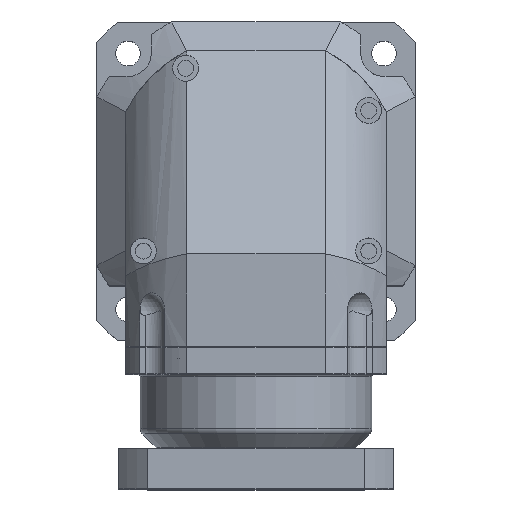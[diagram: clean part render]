
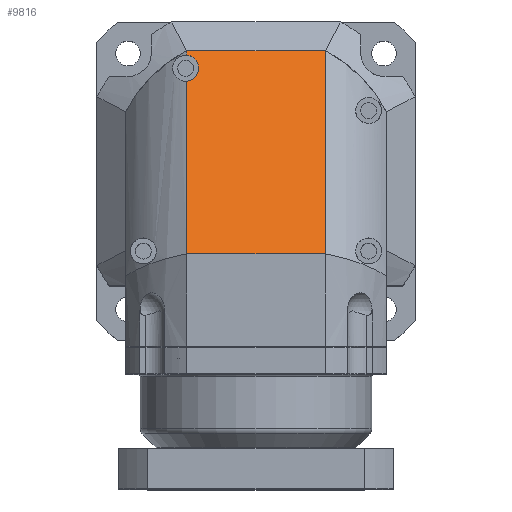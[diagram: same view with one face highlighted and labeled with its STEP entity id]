
A CAD part, top view. The second image highlights one B-rep face of the part: STEP entity #9816.
In plain terms, the highlighted face is planar.
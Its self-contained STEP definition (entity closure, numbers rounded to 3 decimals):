
#5546=CARTESIAN_POINT('',(28.,-90.,48.));
#5940=DIRECTION('',(0.,0.,-1.));
#5941=VECTOR('',#5940,96.);
#5942=CARTESIAN_POINT('',(28.,-90.,48.));
#5943=LINE('',#5942,#5941);
#5944=CARTESIAN_POINT('',(10.236,-68.83,48.));
#5945=CARTESIAN_POINT('',(10.256,-68.853,47.661));
#5946=CARTESIAN_POINT('',(10.295,-68.9,47.326));
#5947=CARTESIAN_POINT('',(10.373,-68.993,46.768));
#5948=CARTESIAN_POINT('',(10.472,-69.11,46.292));
#5949=CARTESIAN_POINT('',(10.589,-69.251,45.821));
#5950=CARTESIAN_POINT('',(10.746,-69.438,45.296));
#5951=CARTESIAN_POINT('',(10.942,-69.672,44.756));
#5952=CARTESIAN_POINT('',(11.178,-69.952,44.217));
#5953=CARTESIAN_POINT('',(11.413,-70.233,43.752));
#5954=CARTESIAN_POINT('',(11.727,-70.607,43.206));
#5955=CARTESIAN_POINT('',(12.12,-71.074,42.629));
#5956=CARTESIAN_POINT('',(12.59,-71.636,42.056));
#5957=CARTESIAN_POINT('',(13.061,-72.197,41.572));
#5958=CARTESIAN_POINT('',(13.532,-72.758,41.16));
#5959=CARTESIAN_POINT('',(14.16,-73.506,40.694));
#5960=CARTESIAN_POINT('',(14.945,-74.441,40.245));
#5961=CARTESIAN_POINT('',(15.887,-75.564,39.879));
#5962=CARTESIAN_POINT('',(16.828,-76.686,39.667));
#5963=CARTESIAN_POINT('',(17.77,-77.808,39.597));
#5964=CARTESIAN_POINT('',(18.712,-78.931,39.667));
#5965=CARTESIAN_POINT('',(19.654,-80.053,39.879));
#5966=CARTESIAN_POINT('',(20.595,-81.175,40.245));
#5967=CARTESIAN_POINT('',(21.38,-82.111,40.694));
#5968=CARTESIAN_POINT('',(22.008,-82.859,41.16));
#5969=CARTESIAN_POINT('',(22.479,-83.42,41.572));
#5970=CARTESIAN_POINT('',(22.95,-83.981,42.056));
#5971=CARTESIAN_POINT('',(23.421,-84.542,42.629));
#5972=CARTESIAN_POINT('',(23.813,-85.01,43.206));
#5973=CARTESIAN_POINT('',(24.127,-85.384,43.752));
#5974=CARTESIAN_POINT('',(24.362,-85.665,44.217));
#5975=CARTESIAN_POINT('',(24.598,-85.945,44.756));
#5976=CARTESIAN_POINT('',(24.794,-86.179,45.296));
#5977=CARTESIAN_POINT('',(24.951,-86.366,45.821));
#5978=CARTESIAN_POINT('',(25.069,-86.506,46.292));
#5979=CARTESIAN_POINT('',(25.167,-86.623,46.768));
#5980=CARTESIAN_POINT('',(25.245,-86.717,47.326));
#5981=CARTESIAN_POINT('',(25.284,-86.764,47.661));
#5982=CARTESIAN_POINT('',(25.304,-86.787,48.));
#5984=DIRECTION('',(0.643,-0.766,0.));
#5985=VECTOR('',#5984,4.194);
#5986=CARTESIAN_POINT('',(25.304,-86.787,48.));
#5987=LINE('',#5986,#5985);
#5988=DIRECTION('',(-0.643,0.766,0.));
#5989=VECTOR('',#5988,183.575);
#5990=CARTESIAN_POINT('',(28.,-90.,-48.));
#5991=LINE('',#5990,#5989);
#5992=DIRECTION('',(0.643,-0.766,0.));
#5993=VECTOR('',#5992,155.94);
#5994=CARTESIAN_POINT('',(-90.,50.627,48.));
#5995=LINE('',#5994,#5993);
#6066=CARTESIAN_POINT('',(-90.,50.627,48.));
#6739=DIRECTION('',(0.,0.,1.));
#6740=VECTOR('',#6739,96.);
#6741=CARTESIAN_POINT('',(-90.,50.627,-48.));
#6742=LINE('',#6741,#6740);
#8123=VERTEX_POINT('',#5944);
#8124=VERTEX_POINT('',#5982);
#8165=VERTEX_POINT('',#6066);
#8166=VERTEX_POINT('',#5546);
#8171=CARTESIAN_POINT('',(28.,-90.,-48.));
#8172=CARTESIAN_POINT('',(-90.,50.627,-48.));
#8173=VERTEX_POINT('',#8171);
#8174=VERTEX_POINT('',#8172);
#9798=CARTESIAN_POINT('',(28.,-90.,129.));
#9799=DIRECTION('',(0.766,0.643,0.));
#9800=DIRECTION('',(-0.643,0.766,0.));
#9801=AXIS2_PLACEMENT_3D('',#9798,#9799,#9800);
#9802=PLANE('',#9801);
#9804=ORIENTED_EDGE('',*,*,#9803,.T.);
#9806=ORIENTED_EDGE('',*,*,#9805,.T.);
#9807=ORIENTED_EDGE('',*,*,#9791,.T.);
#9809=ORIENTED_EDGE('',*,*,#9808,.T.);
#9811=ORIENTED_EDGE('',*,*,#9810,.T.);
#9813=ORIENTED_EDGE('',*,*,#9812,.T.);
#9814=EDGE_LOOP('',(#9804,#9806,#9807,#9809,#9811,#9813));
#9815=FACE_OUTER_BOUND('',#9814,.F.);
#9816=ADVANCED_FACE('',(#9815),#9802,.F.);
#5983=B_SPLINE_CURVE_WITH_KNOTS('',3,(#5944,#5945,#5946,#5947,#5948,#5949,#5950,
#5951,#5952,#5953,#5954,#5955,#5956,#5957,#5958,#5959,#5960,#5961,#5962,#5963,
#5964,#5965,#5966,#5967,#5968,#5969,#5970,#5971,#5972,#5973,#5974,#5975,#5976,
#5977,#5978,#5979,#5980,#5981,#5982),.UNSPECIFIED.,.F.,.F.,(4,1,1,1,1,1,1,1,1,1,
1,1,1,1,1,1,1,1,1,1,1,1,1,1,1,1,1,1,1,1,1,1,1,1,1,1,4),(0.,0.004,
0.008,0.016,0.023,0.031,0.047,0.063,0.078,0.094,
0.125,0.156,0.188,0.219,0.25,0.313,0.375,0.438,0.5,
0.563,0.625,0.688,0.75,0.781,0.813,0.844,0.875,0.906,
0.922,0.938,0.953,0.969,0.977,0.984,0.992,
0.996,1.),.UNSPECIFIED.);
#9791=EDGE_CURVE('',#8166,#8173,#5943,.T.);
#9803=EDGE_CURVE('',#8123,#8124,#5983,.T.);
#9805=EDGE_CURVE('',#8124,#8166,#5987,.T.);
#9808=EDGE_CURVE('',#8173,#8174,#5991,.T.);
#9810=EDGE_CURVE('',#8174,#8165,#6742,.T.);
#9812=EDGE_CURVE('',#8165,#8123,#5995,.T.);
